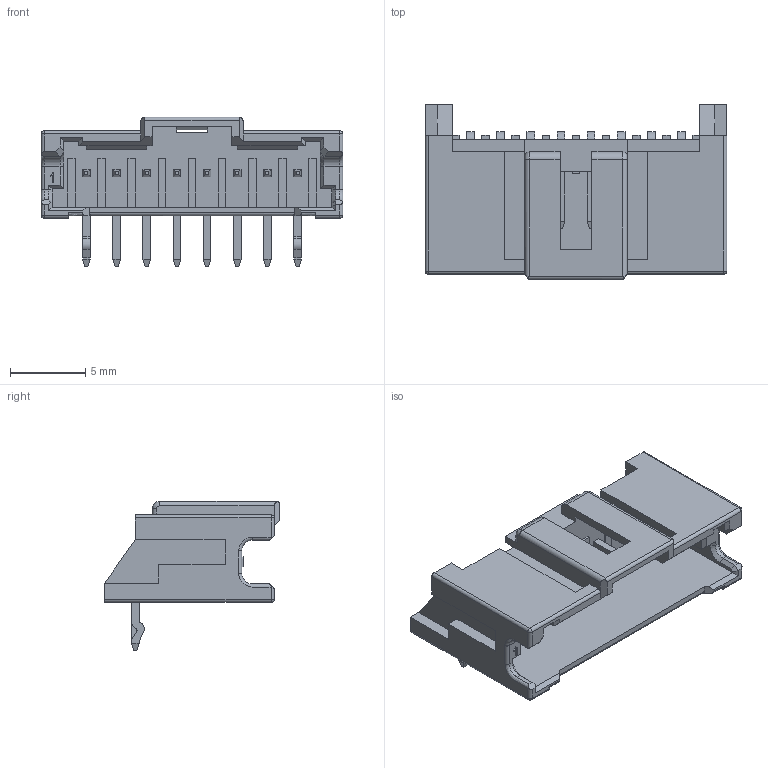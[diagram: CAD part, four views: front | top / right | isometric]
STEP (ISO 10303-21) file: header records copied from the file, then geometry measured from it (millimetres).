
FILE_DESCRIPTION( ('This file contains a STEP AP42 implementation' ,'as created by ZW3D STEP Interface translator.') ,'2;1' );
FILE_NAME( 'WF2007-WR08B01.stp' ,'24 1 2.1725 9', (''), ('ZWCAD Software Co.'), 'Version 1.0', 'ZW3D to STEP translator', '' );
FILE_SCHEMA(('AUTOMOTIVE_DESIGN { 1 0 10303 214 1 1 1 1 }'));
Length unit declared in the file: millimetre
Products named in the file (2): 0; WF2007-WR08B01
Bounding box: 20 x 11.6 x 9.9 mm (x, y, z)
Volume: 481.9 mm3; surface area: 1262.8 mm2
Topology: 1 solids, 1 shells, 468 faces, 1212 edges, 768 vertices
Faces by surface type: plane 393, cylinder 52, bspline 13, cone 4, sphere 4, torus 2
Entity records: 14928 total; most frequent: CARTESIAN_POINT 3068, ORIENTED_EDGE 2424, DIRECTION 2191, EDGE_CURVE 1212, VECTOR 1071, LINE 1071, VERTEX_POINT 768, AXIS2_PLACEMENT_3D 560
